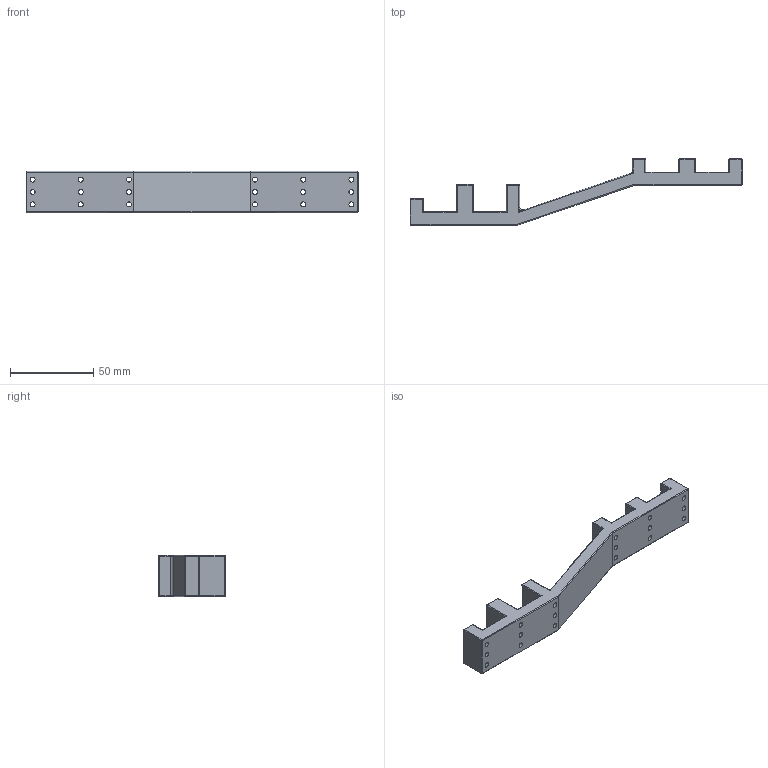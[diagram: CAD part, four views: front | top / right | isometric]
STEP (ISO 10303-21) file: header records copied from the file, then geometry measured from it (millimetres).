
FILE_DESCRIPTION (( 'STEP AP203' ), '1' );
FILE_NAME ('statorPLAunderL.STEP', '2024-05-20T16:31:45', ( '' ), ( '' ), 'SwSTEP 2.0', 'SolidWorks 2020', '' );
FILE_SCHEMA (( 'CONFIG_CONTROL_DESIGN' ));
Length unit declared in the file: millimetre
Products named in the file (1): statorPLAunderL
Bounding box: 200 x 40 x 25 mm (x, y, z)
Volume: 50157.9 mm3; surface area: 21940.9 mm2
Topology: 1 solids, 1 shells, 185 faces, 461 edges, 244 vertices
Faces by surface type: cylinder 117, plane 32, sphere 30, bspline 6
Entity records: 6374 total; most frequent: CARTESIAN_POINT 2071, DIRECTION 919, ORIENTED_EDGE 854, EDGE_CURVE 427, AXIS2_PLACEMENT_3D 356, VERTEX_POINT 244, EDGE_LOOP 227, VECTOR 207
